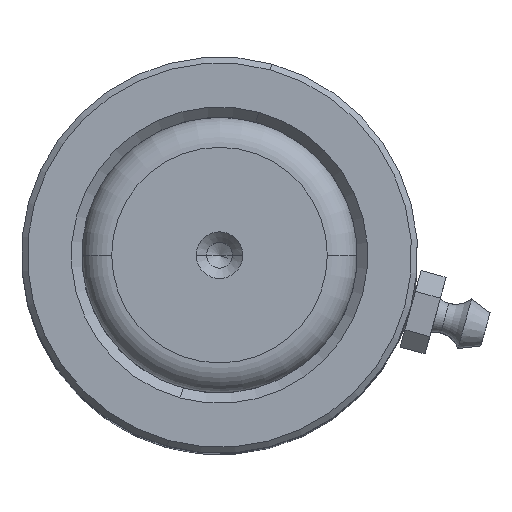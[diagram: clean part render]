
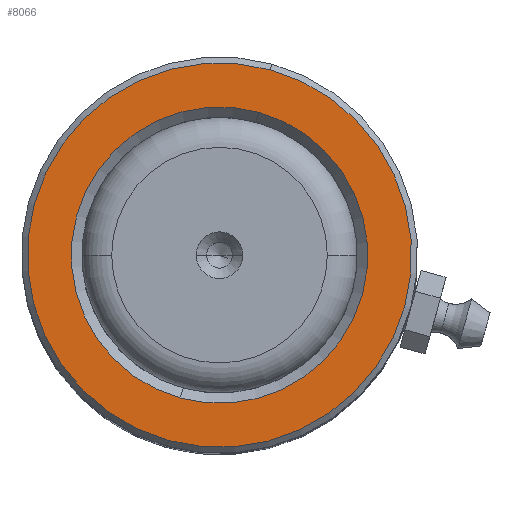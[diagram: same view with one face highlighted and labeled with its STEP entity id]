
A CAD part, top view. The second image highlights one B-rep face of the part: STEP entity #8066.
In plain terms, the highlighted planar face has unit normal (0, 0, 1).
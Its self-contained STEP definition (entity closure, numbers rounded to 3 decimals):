
#284 = CARTESIAN_POINT ( 'NONE',  ( -22.3, 0., 100. ) ) ;
#538 = VERTEX_POINT ( 'NONE', #6107 ) ;
#875 = VERTEX_POINT ( 'NONE', #7446 ) ;
#912 = DIRECTION ( 'NONE',  ( 0., 0., -1. ) ) ;
#1086 = VERTEX_POINT ( 'NONE', #1748 ) ;
#1167 = AXIS2_PLACEMENT_3D ( 'NONE', #3571, #8552, #7758 ) ;
#1419 = DIRECTION ( 'NONE',  ( 1., 0., 0. ) ) ;
#1549 = CARTESIAN_POINT ( 'NONE',  ( 0., 0., 100. ) ) ;
#1601 = ORIENTED_EDGE ( 'NONE', *, *, #2966, .T. ) ;
#1748 = CARTESIAN_POINT ( 'NONE',  ( -17.2, 0., 100. ) ) ;
#2069 = FACE_BOUND ( 'NONE', #3525, .T. ) ;
#2304 = CIRCLE ( 'NONE', #2419, 17.2 ) ;
#2419 = AXIS2_PLACEMENT_3D ( 'NONE', #8408, #5603, #2832 ) ;
#2422 = VERTEX_POINT ( 'NONE', #284 ) ;
#2625 = ORIENTED_EDGE ( 'NONE', *, *, #4090, .T. ) ;
#2647 = DIRECTION ( 'NONE',  ( 1., 0., 0. ) ) ;
#2746 = AXIS2_PLACEMENT_3D ( 'NONE', #4156, #7635, #1419 ) ;
#2832 = DIRECTION ( 'NONE',  ( 1., 0., 0. ) ) ;
#2885 = ORIENTED_EDGE ( 'NONE', *, *, #5725, .T. ) ;
#2966 = EDGE_CURVE ( 'NONE', #1086, #538, #4760, .T. ) ;
#3163 = FACE_OUTER_BOUND ( 'NONE', #3950, .T. ) ;
#3423 = AXIS2_PLACEMENT_3D ( 'NONE', #1549, #912, #7827 ) ;
#3525 = EDGE_LOOP ( 'NONE', ( #6947, #1601 ) ) ;
#3571 = CARTESIAN_POINT ( 'NONE',  ( 0., 0., 100. ) ) ;
#3950 = EDGE_LOOP ( 'NONE', ( #2885, #2625 ) ) ;
#4090 = EDGE_CURVE ( 'NONE', #875, #2422, #4857, .T. ) ;
#4127 = DIRECTION ( 'NONE',  ( 0., 0., 1. ) ) ;
#4129 = CIRCLE ( 'NONE', #4254, 22.3 ) ;
#4156 = CARTESIAN_POINT ( 'NONE',  ( 0., 0., 100. ) ) ;
#4254 = AXIS2_PLACEMENT_3D ( 'NONE', #5524, #4127, #2647 ) ;
#4760 = CIRCLE ( 'NONE', #3423, 17.2 ) ;
#4857 = CIRCLE ( 'NONE', #1167, 22.3 ) ;
#5524 = CARTESIAN_POINT ( 'NONE',  ( 0., 0., 100. ) ) ;
#5556 = PLANE ( 'NONE',  #2746 ) ;
#5603 = DIRECTION ( 'NONE',  ( 0., 0., -1. ) ) ;
#5725 = EDGE_CURVE ( 'NONE', #2422, #875, #4129, .T. ) ;
#6107 = CARTESIAN_POINT ( 'NONE',  ( 17.2, 0., 100. ) ) ;
#6947 = ORIENTED_EDGE ( 'NONE', *, *, #7543, .T. ) ;
#7446 = CARTESIAN_POINT ( 'NONE',  ( 22.3, 0., 100. ) ) ;
#7543 = EDGE_CURVE ( 'NONE', #538, #1086, #2304, .T. ) ;
#7635 = DIRECTION ( 'NONE',  ( 0., 0., 1. ) ) ;
#7758 = DIRECTION ( 'NONE',  ( 1., 0., 0. ) ) ;
#7827 = DIRECTION ( 'NONE',  ( 1., 0., 0. ) ) ;
#8066 = ADVANCED_FACE ( 'NONE', ( #3163, #2069 ), #5556, .T. ) ;
#8408 = CARTESIAN_POINT ( 'NONE',  ( 0., 0., 100. ) ) ;
#8552 = DIRECTION ( 'NONE',  ( 0., 0., 1. ) ) ;
